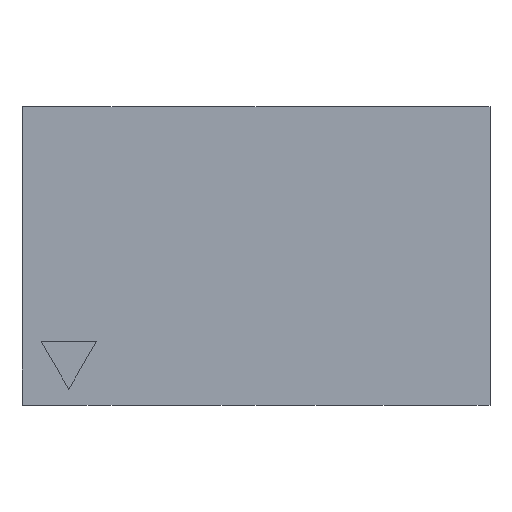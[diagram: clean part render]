
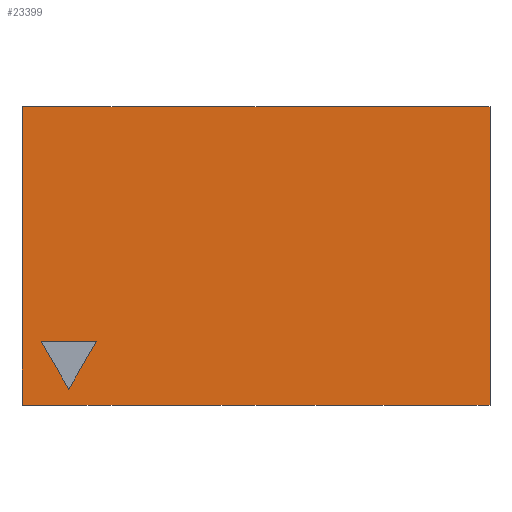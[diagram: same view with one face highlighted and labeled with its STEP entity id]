
A CAD part, top view. The second image highlights one B-rep face of the part: STEP entity #23399.
In plain terms, the highlighted planar face has unit normal (0, 0, 1).
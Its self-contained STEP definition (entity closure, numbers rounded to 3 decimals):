
#18=FACE_BOUND('',#2485,.T.);
#1059=FACE_OUTER_BOUND('',#2484,.T.);
#2484=EDGE_LOOP('',(#16520,#16521,#16522,#16523));
#2485=EDGE_LOOP('',(#16524,#16525,#16526));
#4786=LINE('',#35666,#7367);
#4908=LINE('',#35908,#7489);
#4909=LINE('',#35910,#7490);
#4910=LINE('',#35911,#7491);
#4911=LINE('',#35914,#7492);
#4912=LINE('',#35916,#7493);
#4913=LINE('',#35917,#7494);
#7367=VECTOR('',#27922,1.);
#7489=VECTOR('',#28046,1.);
#7490=VECTOR('',#28049,1.);
#7491=VECTOR('',#28050,1.);
#7492=VECTOR('',#28051,1.);
#7493=VECTOR('',#28052,1.);
#7494=VECTOR('',#28053,1.);
#9885=VERTEX_POINT('',#35662);
#9887=VERTEX_POINT('',#35665);
#9946=VERTEX_POINT('',#35786);
#10006=VERTEX_POINT('',#35906);
#10007=VERTEX_POINT('',#35912);
#10008=VERTEX_POINT('',#35913);
#10009=VERTEX_POINT('',#35915);
#12256=EDGE_CURVE('',#9885,#9887,#4786,.T.);
#12378=EDGE_CURVE('',#10006,#9946,#4908,.T.);
#12379=EDGE_CURVE('',#9885,#9946,#4909,.T.);
#12380=EDGE_CURVE('',#9887,#10006,#4910,.T.);
#12381=EDGE_CURVE('',#10007,#10008,#4911,.T.);
#12382=EDGE_CURVE('',#10007,#10009,#4912,.T.);
#12383=EDGE_CURVE('',#10008,#10009,#4913,.T.);
#16520=ORIENTED_EDGE('',*,*,#12379,.T.);
#16521=ORIENTED_EDGE('',*,*,#12378,.F.);
#16522=ORIENTED_EDGE('',*,*,#12380,.F.);
#16523=ORIENTED_EDGE('',*,*,#12256,.F.);
#16524=ORIENTED_EDGE('',*,*,#12381,.F.);
#16525=ORIENTED_EDGE('',*,*,#12382,.T.);
#16526=ORIENTED_EDGE('',*,*,#12383,.F.);
#22389=PLANE('',#24986);
#23399=ADVANCED_FACE('',(#1059,#18),#22389,.T.);
#24986=AXIS2_PLACEMENT_3D('',#35909,#28047,#28048);
#27922=DIRECTION('',(-1.,0.,0.));
#28046=DIRECTION('',(1.,0.,0.));
#28047=DIRECTION('center_axis',(0.,0.,1.));
#28048=DIRECTION('ref_axis',(1.,0.,0.));
#28049=DIRECTION('',(0.,1.,0.));
#28050=DIRECTION('',(0.,1.,0.));
#28051=DIRECTION('',(0.501,-0.865,0.));
#28052=DIRECTION('',(1.,0.001,0.));
#28053=DIRECTION('',(0.499,0.867,0.));
#35662=CARTESIAN_POINT('',(38.5,-4.05,5.8));
#35665=CARTESIAN_POINT('',(25.8,-4.05,5.8));
#35666=CARTESIAN_POINT('',(51.2,-4.05,5.8));
#35786=CARTESIAN_POINT('',(38.5,4.05,5.8));
#35906=CARTESIAN_POINT('',(25.8,4.05,5.8));
#35908=CARTESIAN_POINT('',(25.8,4.05,5.8));
#35909=CARTESIAN_POINT('Origin',(38.5,0.,5.8));
#35910=CARTESIAN_POINT('',(38.5,0.,5.8));
#35911=CARTESIAN_POINT('',(25.8,-4.05,5.8));
#35912=CARTESIAN_POINT('',(26.318,-2.322,5.8));
#35913=CARTESIAN_POINT('',(27.07,-3.62,5.8));
#35914=CARTESIAN_POINT('',(26.318,-2.322,5.8));
#35915=CARTESIAN_POINT('',(27.818,-2.32,5.8));
#35916=CARTESIAN_POINT('',(27.818,-2.32,5.8));
#35917=CARTESIAN_POINT('',(27.07,-3.62,5.8));
